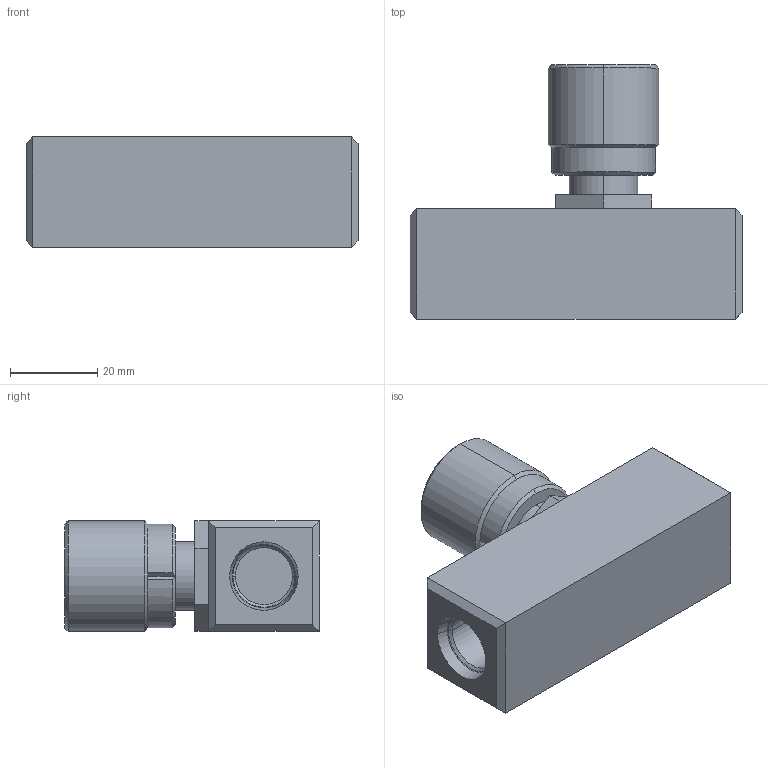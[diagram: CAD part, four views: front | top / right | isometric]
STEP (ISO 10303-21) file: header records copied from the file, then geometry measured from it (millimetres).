
FILE_DESCRIPTION((''),'2;1');
FILE_NAME('ILC70200111','2012-02-22T',('kr'),(''),'PRO/ENGINEER BY PARAMETRIC TECHNOLOGY CORPORATION, 2007460','PRO/ENGINEER BY PARAMETRIC TECHNOLOGY CORPORATION, 2007460','');
FILE_SCHEMA(('AUTOMOTIVE_DESIGN_CC2 { 1 2 10303 214 -1 1 5 2 }'));
Length unit declared in the file: inch
Products named in the file (1): ILC70200111
Bounding box: 76.2 x 58.42 x 25.46 mm (x, y, z)
Volume: 57958.1 mm3; surface area: 15780.6 mm2
Topology: 2 solids, 5 shells, 69 faces, 157 edges, 97 vertices
Faces by surface type: plane 35, cylinder 19, cone 15
Entity records: 2063 total; most frequent: DIRECTION 361, CARTESIAN_POINT 339, ORIENTED_EDGE 298, EDGE_CURVE 157, AXIS2_PLACEMENT_3D 137, COLOUR_RGB 105, VERTEX_POINT 97, VECTOR 87
